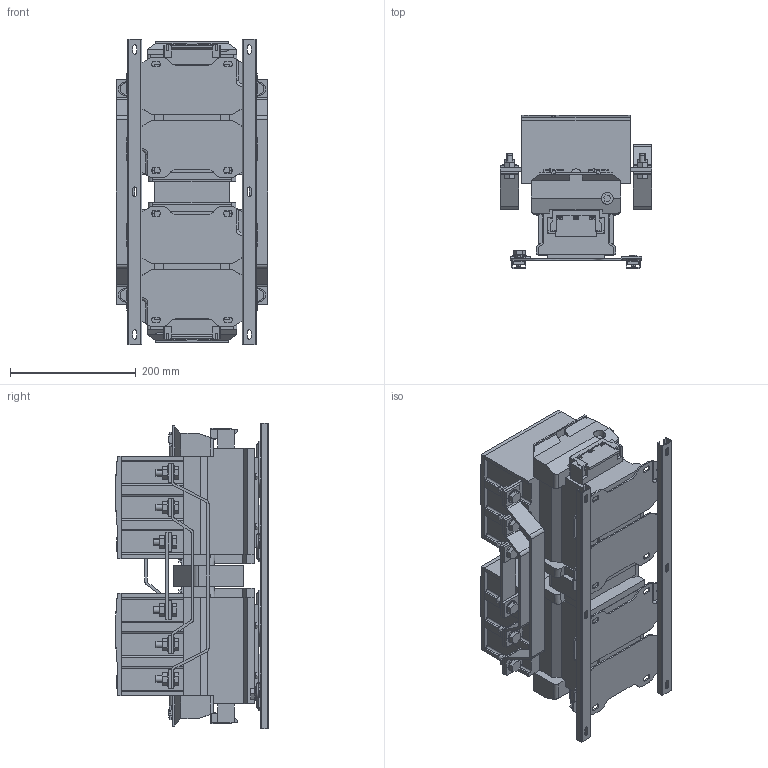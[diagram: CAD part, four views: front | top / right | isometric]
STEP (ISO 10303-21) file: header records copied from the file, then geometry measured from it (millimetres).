
FILE_DESCRIPTION (( 'STEP AP214' ), '1' );
FILE_NAME ('KKT63-500-400-10 Êîíòàêòîð ÊÒÈ-65003 ðåâåðñ 500À 400Â_ÀÑ3 ÈÝÊ.STEP', '2017-12-25T07:43:01', ( '' ), ( '' ), 'SwSTEP 2.0', 'SolidWorks 2014', '' );
FILE_SCHEMA (( 'AUTOMOTIVE_DESIGN' ));
Length unit declared in the file: millimetre
Products named in the file (1): KKT63-500-400-10 Êîíòàêòîð ÊÒÈ-65003 ðåâåðñ 500À  400Â_ÀÑ3  ÈÝÊ
Bounding box: 242 x 243.28 x 486 mm (x, y, z)
Volume: 12177198.3 mm3; surface area: 876210.7 mm2
Topology: 2 solids, 28 shells, 3162 faces, 8570 edges, 5610 vertices
Faces by surface type: plane 2118, cylinder 688, bspline 326, torus 26, cone 4
Entity records: 116555 total; most frequent: CARTESIAN_POINT 37865, ORIENTED_EDGE 17140, DIRECTION 14902, EDGE_CURVE 8570, VECTOR 6188, LINE 6188, VERTEX_POINT 5610, AXIS2_PLACEMENT_3D 4357
